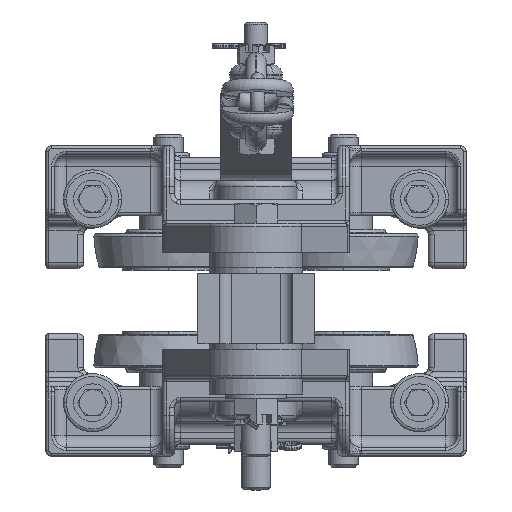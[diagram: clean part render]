
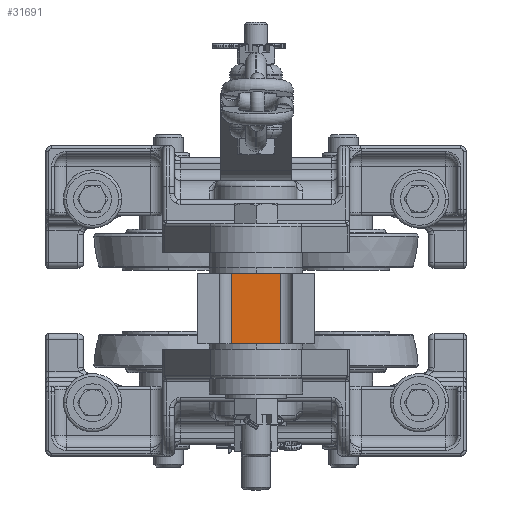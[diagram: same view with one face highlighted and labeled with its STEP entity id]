
A CAD part, front view. The second image highlights one B-rep face of the part: STEP entity #31691.
In plain terms, the highlighted planar face has unit normal (0, -1, 0).
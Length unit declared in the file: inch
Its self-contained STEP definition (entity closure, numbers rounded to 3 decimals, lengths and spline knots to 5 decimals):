
#31364=CARTESIAN_POINT('',(1.78125,2.5,0.0));
#31365=VERTEX_POINT('',#31364);
#31373=CARTESIAN_POINT('',(0.71875,2.5,0.0));
#31374=VERTEX_POINT('',#31373);
#31375=CARTESIAN_POINT('',(1.78125,2.5,0.0));
#31376=DIRECTION('',(-1.0,0.0,0.0));
#31377=VECTOR('',#31376,1.0625);
#31378=LINE('',#31375,#31377);
#31379=EDGE_CURVE('',#31365,#31374,#31378,.T.);
#31469=CARTESIAN_POINT('',(0.71875,2.5,1.5));
#31470=VERTEX_POINT('',#31469);
#31478=CARTESIAN_POINT('',(1.78125,2.5,1.5));
#31479=VERTEX_POINT('',#31478);
#31480=CARTESIAN_POINT('',(1.78125,2.5,1.5));
#31481=DIRECTION('',(-1.0,0.0,0.0));
#31482=VECTOR('',#31481,1.0625);
#31483=LINE('',#31480,#31482);
#31484=EDGE_CURVE('',#31479,#31470,#31483,.T.);
#31664=CARTESIAN_POINT('',(1.78125,2.5,0.0));
#31665=DIRECTION('',(0.0,0.0,1.0));
#31666=VECTOR('',#31665,1.5);
#31667=LINE('',#31664,#31666);
#31668=EDGE_CURVE('',#31365,#31479,#31667,.T.);
#31675=CARTESIAN_POINT('',(1.78125,2.5,0.0));
#31676=DIRECTION('',(0.0,-1.0,0.0));
#31677=DIRECTION('',(0.0,0.0,-1.0));
#31678=AXIS2_PLACEMENT_3D('',#31675,#31676,#31677);
#31679=PLANE('',#31678);
#31680=ORIENTED_EDGE('',*,*,#31484,.T.);
#31681=CARTESIAN_POINT('',(0.71875,2.5,0.0));
#31682=DIRECTION('',(0.0,0.0,1.0));
#31683=VECTOR('',#31682,1.5);
#31684=LINE('',#31681,#31683);
#31685=EDGE_CURVE('',#31374,#31470,#31684,.T.);
#31686=ORIENTED_EDGE('',*,*,#31685,.F.);
#31687=ORIENTED_EDGE('',*,*,#31379,.F.);
#31688=ORIENTED_EDGE('',*,*,#31668,.T.);
#31689=EDGE_LOOP('',(#31680,#31686,#31687,#31688));
#31690=FACE_OUTER_BOUND('',#31689,.T.);
#31691=ADVANCED_FACE('',(#31690),#31679,.T.);
